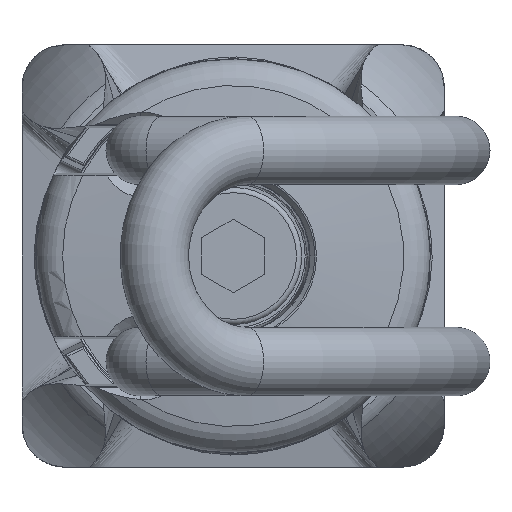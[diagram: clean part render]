
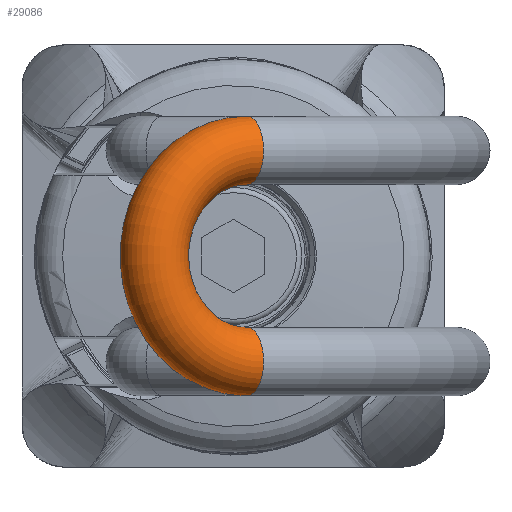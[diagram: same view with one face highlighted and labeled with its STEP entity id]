
A CAD part, left-side view. The second image highlights one B-rep face of the part: STEP entity #29086.
In plain terms, the highlighted toroidal (fillet/blend) face has major radius 10 mm and minor radius 3.25 mm.
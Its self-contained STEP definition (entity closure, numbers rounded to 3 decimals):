
#28992 = TOROIDAL_SURFACE('',#28993,38.,3.25);
#28993 = AXIS2_PLACEMENT_3D('',#28994,#28995,#28996);
#28994 = CARTESIAN_POINT('',(10.,8.,64.));
#28995 = DIRECTION('',(-1.,0.,0.));
#28996 = DIRECTION('',(0.,0.,1.));
#29031 = VERTEX_POINT('',#29032);
#29032 = CARTESIAN_POINT('',(6.75,-10.132,97.395));
#29059 = EDGE_CURVE('',#29031,#29031,#29060,.T.);
#29060 = SURFACE_CURVE('',#29061,(#29066,#29073),.PCURVE_S1.);
#29061 = CIRCLE('',#29062,3.25);
#29062 = AXIS2_PLACEMENT_3D('',#29063,#29064,#29065);
#29063 = CARTESIAN_POINT('',(10.,-10.132,97.395));
#29064 = DIRECTION('',(0.,0.879,0.477));
#29065 = DIRECTION('',(-1.,0.,0.));
#29066 = PCURVE('',#28992,#29067);
#29067 = DEFINITIONAL_REPRESENTATION('',(#29068),#29072);
#29068 = LINE('',#29069,#29070);
#29069 = CARTESIAN_POINT('',(5.786,7.854));
#29070 = VECTOR('',#29071,1.);
#29071 = DIRECTION('',(0.,-1.));
#29072 = ( GEOMETRIC_REPRESENTATION_CONTEXT(2) 
PARAMETRIC_REPRESENTATION_CONTEXT() REPRESENTATION_CONTEXT('2D SPACE',''
  ) );
#29073 = PCURVE('',#29074,#29079);
#29074 = TOROIDAL_SURFACE('',#29075,10.,3.25);
#29075 = AXIS2_PLACEMENT_3D('',#29076,#29077,#29078);
#29076 = CARTESIAN_POINT('',(0.,-10.132,97.395));
#29077 = DIRECTION('',(0.,-0.477,0.879));
#29078 = DIRECTION('',(0.,-0.879,-0.477));
#29079 = DEFINITIONAL_REPRESENTATION('',(#29080),#29084);
#29080 = LINE('',#29081,#29082);
#29081 = CARTESIAN_POINT('',(1.571,9.425));
#29082 = VECTOR('',#29083,1.);
#29083 = DIRECTION('',(0.,-1.));
#29084 = ( GEOMETRIC_REPRESENTATION_CONTEXT(2) 
PARAMETRIC_REPRESENTATION_CONTEXT() REPRESENTATION_CONTEXT('2D SPACE',''
  ) );
#29086 = ADVANCED_FACE('',(#29087),#29074,.T.);
#29087 = FACE_BOUND('',#29088,.T.);
#29088 = EDGE_LOOP('',(#29089,#29090,#29120,#29147));
#29089 = ORIENTED_EDGE('',*,*,#29059,.T.);
#29090 = ORIENTED_EDGE('',*,*,#29091,.T.);
#29091 = EDGE_CURVE('',#29031,#29092,#29094,.T.);
#29092 = VERTEX_POINT('',#29093);
#29093 = CARTESIAN_POINT('',(-6.75,-10.132,97.395));
#29094 = SEAM_CURVE('',#29095,(#29106,#29113),.PCURVE_S1.);
#29095 = B_SPLINE_CURVE_WITH_KNOTS('',9,(#29096,#29097,#29098,#29099,
    #29100,#29101,#29102,#29103,#29104,#29105),.UNSPECIFIED.,.F.,.F.,(10
    ,10),(1.571,4.712),.PIECEWISE_BEZIER_KNOTS.);
#29096 = CARTESIAN_POINT('',(6.75,-10.132,97.395));
#29097 = CARTESIAN_POINT('',(6.75,-8.061,98.519));
#29098 = CARTESIAN_POINT('',(5.825,-5.991,
    99.644));
#29099 = CARTESIAN_POINT('',(3.974,-4.285,
    100.57));
#29100 = CARTESIAN_POINT('',(1.416,-3.309,
    101.1));
#29101 = CARTESIAN_POINT('',(-1.416,-3.309,
    101.1));
#29102 = CARTESIAN_POINT('',(-3.974,-4.285,
    100.57));
#29103 = CARTESIAN_POINT('',(-5.825,-5.991,
    99.644));
#29104 = CARTESIAN_POINT('',(-6.75,-8.061,98.519));
#29105 = CARTESIAN_POINT('',(-6.75,-10.132,97.395));
#29106 = PCURVE('',#29074,#29107);
#29107 = DEFINITIONAL_REPRESENTATION('',(#29108),#29112);
#29108 = LINE('',#29109,#29110);
#29109 = CARTESIAN_POINT('',(0.,3.142));
#29110 = VECTOR('',#29111,1.);
#29111 = DIRECTION('',(1.,0.));
#29112 = ( GEOMETRIC_REPRESENTATION_CONTEXT(2) 
PARAMETRIC_REPRESENTATION_CONTEXT() REPRESENTATION_CONTEXT('2D SPACE',''
  ) );
#29113 = PCURVE('',#29074,#29114);
#29114 = DEFINITIONAL_REPRESENTATION('',(#29115),#29119);
#29115 = LINE('',#29116,#29117);
#29116 = CARTESIAN_POINT('',(0.,9.425));
#29117 = VECTOR('',#29118,1.);
#29118 = DIRECTION('',(1.,0.));
#29119 = ( GEOMETRIC_REPRESENTATION_CONTEXT(2) 
PARAMETRIC_REPRESENTATION_CONTEXT() REPRESENTATION_CONTEXT('2D SPACE',''
  ) );
#29120 = ORIENTED_EDGE('',*,*,#29121,.F.);
#29121 = EDGE_CURVE('',#29092,#29092,#29122,.T.);
#29122 = SURFACE_CURVE('',#29123,(#29128,#29135),.PCURVE_S1.);
#29123 = CIRCLE('',#29124,3.25);
#29124 = AXIS2_PLACEMENT_3D('',#29125,#29126,#29127);
#29125 = CARTESIAN_POINT('',(-10.,-10.132,97.395));
#29126 = DIRECTION('',(0.,-0.879,
    -0.477));
#29127 = DIRECTION('',(1.,0.,0.));
#29128 = PCURVE('',#29074,#29129);
#29129 = DEFINITIONAL_REPRESENTATION('',(#29130),#29134);
#29130 = LINE('',#29131,#29132);
#29131 = CARTESIAN_POINT('',(4.712,9.425));
#29132 = VECTOR('',#29133,1.);
#29133 = DIRECTION('',(0.,-1.));
#29134 = ( GEOMETRIC_REPRESENTATION_CONTEXT(2) 
PARAMETRIC_REPRESENTATION_CONTEXT() REPRESENTATION_CONTEXT('2D SPACE',''
  ) );
#29135 = PCURVE('',#29136,#29141);
#29136 = TOROIDAL_SURFACE('',#29137,38.,3.25);
#29137 = AXIS2_PLACEMENT_3D('',#29138,#29139,#29140);
#29138 = CARTESIAN_POINT('',(-10.,8.,64.));
#29139 = DIRECTION('',(1.,0.,0.));
#29140 = DIRECTION('',(0.,0.,-1.));
#29141 = DEFINITIONAL_REPRESENTATION('',(#29142),#29146);
#29142 = LINE('',#29143,#29144);
#29143 = CARTESIAN_POINT('',(3.639,7.854));
#29144 = VECTOR('',#29145,1.);
#29145 = DIRECTION('',(0.,-1.));
#29146 = ( GEOMETRIC_REPRESENTATION_CONTEXT(2) 
PARAMETRIC_REPRESENTATION_CONTEXT() REPRESENTATION_CONTEXT('2D SPACE',''
  ) );
#29147 = ORIENTED_EDGE('',*,*,#29091,.F.);
